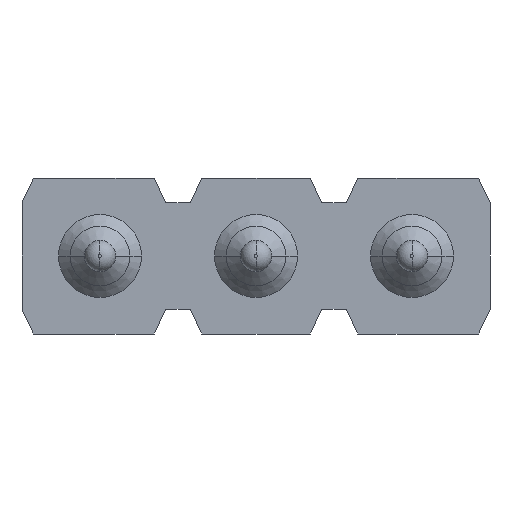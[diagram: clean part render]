
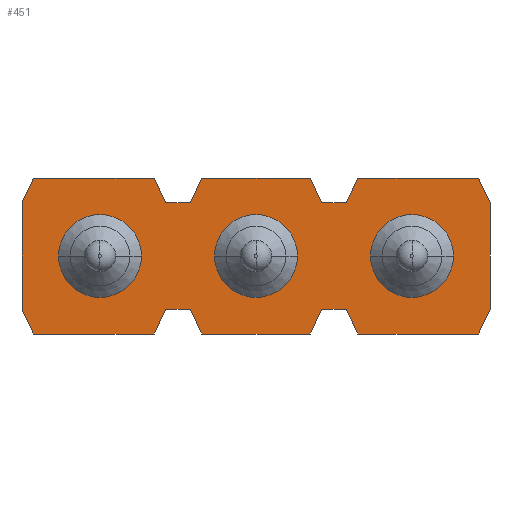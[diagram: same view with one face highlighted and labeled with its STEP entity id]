
A CAD part, front view. The second image highlights one B-rep face of the part: STEP entity #451.
In plain terms, the highlighted planar face has unit normal (0, -1, 0).
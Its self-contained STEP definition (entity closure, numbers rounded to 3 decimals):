
#451=ADVANCED_FACE('',(#905,#906,#907,#908),#909,.F.);
#905=FACE_BOUND('',#1353,.T.);
#906=FACE_BOUND('',#1354,.T.);
#907=FACE_BOUND('',#1355,.T.);
#908=FACE_OUTER_BOUND('',#1356,.T.);
#909=PLANE('',#1357);
#1353=EDGE_LOOP('',(#2528,#2529));
#1354=EDGE_LOOP('',(#2530,#2531));
#1355=EDGE_LOOP('',(#2532,#2533));
#1356=EDGE_LOOP('',(#2534,#2535,#2536,#2537,#2538,#2539,#2540,#2541,#2542,#2543,#2544,#2545,#2546,#2547,#2548,#2549,#2550,#2551,#2552,#2553,#2554,#2555,#2556,#2557));
#1357=AXIS2_PLACEMENT_3D('',#2558,#2559,#2560);
#2528=ORIENTED_EDGE('',*,*,#2868,.T.);
#2529=ORIENTED_EDGE('',*,*,#2659,.T.);
#2530=ORIENTED_EDGE('',*,*,#2886,.T.);
#2531=ORIENTED_EDGE('',*,*,#2626,.T.);
#2532=ORIENTED_EDGE('',*,*,#2904,.T.);
#2533=ORIENTED_EDGE('',*,*,#2593,.T.);
#2534=ORIENTED_EDGE('',*,*,#2992,.F.);
#2535=ORIENTED_EDGE('',*,*,#2925,.F.);
#2536=ORIENTED_EDGE('',*,*,#2957,.T.);
#2537=ORIENTED_EDGE('',*,*,#2929,.T.);
#2538=ORIENTED_EDGE('',*,*,#2934,.T.);
#2539=ORIENTED_EDGE('',*,*,#2938,.T.);
#2540=ORIENTED_EDGE('',*,*,#2942,.T.);
#2541=ORIENTED_EDGE('',*,*,#2946,.T.);
#2542=ORIENTED_EDGE('',*,*,#2950,.T.);
#2543=ORIENTED_EDGE('',*,*,#2953,.T.);
#2544=ORIENTED_EDGE('',*,*,#2995,.F.);
#2545=ORIENTED_EDGE('',*,*,#2997,.F.);
#2546=ORIENTED_EDGE('',*,*,#2980,.F.);
#2547=ORIENTED_EDGE('',*,*,#2984,.T.);
#2548=ORIENTED_EDGE('',*,*,#3015,.T.);
#2549=ORIENTED_EDGE('',*,*,#3017,.T.);
#2550=ORIENTED_EDGE('',*,*,#3000,.T.);
#2551=ORIENTED_EDGE('',*,*,#3004,.T.);
#2552=ORIENTED_EDGE('',*,*,#3007,.T.);
#2553=ORIENTED_EDGE('',*,*,#3010,.T.);
#2554=ORIENTED_EDGE('',*,*,#3012,.T.);
#2555=ORIENTED_EDGE('',*,*,#2977,.F.);
#2556=ORIENTED_EDGE('',*,*,#2987,.F.);
#2557=ORIENTED_EDGE('',*,*,#2990,.F.);
#2558=CARTESIAN_POINT('',(-2.64,0.0,0.0));
#2559=DIRECTION('',(-0.0,1.0,0.));
#2560=DIRECTION('',(1.0,0.0,0.0));
#2593=EDGE_CURVE('',#3068,#3070,#3072,.T.);
#2626=EDGE_CURVE('',#3122,#3124,#3126,.T.);
#2659=EDGE_CURVE('',#3176,#3178,#3180,.T.);
#2868=EDGE_CURVE('',#3178,#3176,#3464,.T.);
#2886=EDGE_CURVE('',#3124,#3122,#3482,.T.);
#2904=EDGE_CURVE('',#3070,#3068,#3500,.T.);
#2925=EDGE_CURVE('',#3523,#3518,#3525,.T.);
#2929=EDGE_CURVE('',#3532,#3530,#3533,.T.);
#2934=EDGE_CURVE('',#3530,#3538,#3540,.T.);
#2938=EDGE_CURVE('',#3538,#3544,#3546,.T.);
#2942=EDGE_CURVE('',#3544,#3550,#3552,.T.);
#2946=EDGE_CURVE('',#3550,#3556,#3558,.T.);
#2950=EDGE_CURVE('',#3556,#3562,#3564,.T.);
#2953=EDGE_CURVE('',#3562,#3566,#3569,.T.);
#2957=EDGE_CURVE('',#3523,#3532,#3573,.T.);
#2977=EDGE_CURVE('',#3607,#3605,#3609,.T.);
#2980=EDGE_CURVE('',#3611,#3613,#3614,.T.);
#2984=EDGE_CURVE('',#3611,#3617,#3619,.T.);
#2987=EDGE_CURVE('',#3621,#3607,#3623,.T.);
#2990=EDGE_CURVE('',#3625,#3621,#3627,.T.);
#2992=EDGE_CURVE('',#3518,#3625,#3629,.T.);
#2995=EDGE_CURVE('',#3631,#3566,#3633,.T.);
#2997=EDGE_CURVE('',#3613,#3631,#3635,.T.);
#3000=EDGE_CURVE('',#3639,#3637,#3640,.T.);
#3004=EDGE_CURVE('',#3637,#3643,#3645,.T.);
#3007=EDGE_CURVE('',#3643,#3647,#3649,.T.);
#3010=EDGE_CURVE('',#3647,#3651,#3653,.T.);
#3012=EDGE_CURVE('',#3651,#3605,#3655,.T.);
#3015=EDGE_CURVE('',#3617,#3657,#3659,.T.);
#3017=EDGE_CURVE('',#3657,#3639,#3661,.T.);
#3068=VERTEX_POINT('',#3722);
#3070=VERTEX_POINT('',#3725);
#3072=CIRCLE('',#3728,0.675);
#3122=VERTEX_POINT('',#3788);
#3124=VERTEX_POINT('',#3791);
#3126=CIRCLE('',#3794,0.675);
#3176=VERTEX_POINT('',#3854);
#3178=VERTEX_POINT('',#3857);
#3180=CIRCLE('',#3860,0.675);
#3464=CIRCLE('',#4210,0.675);
#3482=CIRCLE('',#4228,0.675);
#3500=CIRCLE('',#4246,0.675);
#3518=VERTEX_POINT('',#4264);
#3523=VERTEX_POINT('',#4271);
#3525=LINE('',#4274,#4275);
#3530=VERTEX_POINT('',#4281);
#3532=VERTEX_POINT('',#4284);
#3533=LINE('',#4285,#4286);
#3538=VERTEX_POINT('',#4293);
#3540=LINE('',#4296,#4297);
#3544=VERTEX_POINT('',#4302);
#3546=LINE('',#4305,#4306);
#3550=VERTEX_POINT('',#4311);
#3552=LINE('',#4314,#4315);
#3556=VERTEX_POINT('',#4320);
#3558=LINE('',#4323,#4324);
#3562=VERTEX_POINT('',#4329);
#3564=LINE('',#4332,#4333);
#3566=VERTEX_POINT('',#4335);
#3569=LINE('',#4339,#4340);
#3573=LINE('',#4346,#4347);
#3605=VERTEX_POINT('',#4394);
#3607=VERTEX_POINT('',#4397);
#3609=LINE('',#4400,#4401);
#3611=VERTEX_POINT('',#4403);
#3613=VERTEX_POINT('',#4406);
#3614=LINE('',#4407,#4408);
#3617=VERTEX_POINT('',#4412);
#3619=LINE('',#4415,#4416);
#3621=VERTEX_POINT('',#4418);
#3623=LINE('',#4421,#4422);
#3625=VERTEX_POINT('',#4424);
#3627=LINE('',#4427,#4428);
#3629=LINE('',#4430,#4431);
#3631=VERTEX_POINT('',#4433);
#3633=LINE('',#4436,#4437);
#3635=LINE('',#4439,#4440);
#3637=VERTEX_POINT('',#4442);
#3639=VERTEX_POINT('',#4445);
#3640=LINE('',#4446,#4447);
#3643=VERTEX_POINT('',#4451);
#3645=LINE('',#4454,#4455);
#3647=VERTEX_POINT('',#4457);
#3649=LINE('',#4460,#4461);
#3651=VERTEX_POINT('',#4463);
#3653=LINE('',#4466,#4467);
#3655=LINE('',#4469,#4470);
#3657=VERTEX_POINT('',#4472);
#3659=LINE('',#4475,#4476);
#3661=LINE('',#4478,#4479);
#3722=CARTESIAN_POINT('',(-1.865,0.,0.));
#3725=CARTESIAN_POINT('',(-3.215,0.,0.));
#3728=AXIS2_PLACEMENT_3D('',#4532,#4533,#4534);
#3788=CARTESIAN_POINT('',(0.675,0.,0.));
#3791=CARTESIAN_POINT('',(-0.675,0.,0.));
#3794=AXIS2_PLACEMENT_3D('',#4586,#4587,#4588);
#3854=CARTESIAN_POINT('',(3.215,0.,0.));
#3857=CARTESIAN_POINT('',(1.865,0.,0.));
#3860=AXIS2_PLACEMENT_3D('',#4640,#4641,#4642);
#4210=AXIS2_PLACEMENT_3D('',#4925,#4926,#4927);
#4228=AXIS2_PLACEMENT_3D('',#4952,#4953,#4954);
#4246=AXIS2_PLACEMENT_3D('',#4979,#4980,#4981);
#4264=CARTESIAN_POINT('',(1.07,0.,-0.87));
#4271=CARTESIAN_POINT('',(1.47,0.,-0.87));
#4274=CARTESIAN_POINT('',(1.47,0.,-0.87));
#4275=VECTOR('',#5009,1.0);
#4281=CARTESIAN_POINT('',(3.623,0.,-1.27));
#4284=CARTESIAN_POINT('',(1.657,0.,-1.27));
#4285=CARTESIAN_POINT('',(1.657,0.,-1.27));
#4286=VECTOR('',#5012,1.0);
#4293=CARTESIAN_POINT('',(3.81,0.,-0.87));
#4296=CARTESIAN_POINT('',(3.623,0.,-1.27));
#4297=VECTOR('',#5016,1.0);
#4302=CARTESIAN_POINT('',(3.81,0.,0.87));
#4305=CARTESIAN_POINT('',(3.81,0.,-0.87));
#4306=VECTOR('',#5019,1.0);
#4311=CARTESIAN_POINT('',(3.623,0.,1.27));
#4314=CARTESIAN_POINT('',(3.81,0.,0.87));
#4315=VECTOR('',#5022,1.);
#4320=CARTESIAN_POINT('',(1.657,0.,1.27));
#4323=CARTESIAN_POINT('',(3.623,0.,1.27));
#4324=VECTOR('',#5025,1.0);
#4329=CARTESIAN_POINT('',(1.47,0.,0.87));
#4332=CARTESIAN_POINT('',(1.657,0.,1.27));
#4333=VECTOR('',#5028,1.);
#4335=CARTESIAN_POINT('',(1.07,0.,0.87));
#4339=CARTESIAN_POINT('',(1.47,0.,0.87));
#4340=VECTOR('',#5030,1.0);
#4346=CARTESIAN_POINT('',(1.47,0.,-0.87));
#4347=VECTOR('',#5033,1.0);
#4394=CARTESIAN_POINT('',(-1.47,0.,-0.87));
#4397=CARTESIAN_POINT('',(-1.07,0.,-0.87));
#4400=CARTESIAN_POINT('',(-1.07,0.,-0.87));
#4401=VECTOR('',#5051,1.0);
#4403=CARTESIAN_POINT('',(-1.07,0.,0.87));
#4406=CARTESIAN_POINT('',(-0.883,0.,1.27));
#4407=CARTESIAN_POINT('',(-1.07,0.,0.87));
#4408=VECTOR('',#5053,1.0);
#4412=CARTESIAN_POINT('',(-1.47,0.,0.87));
#4415=CARTESIAN_POINT('',(-1.07,0.,0.87));
#4416=VECTOR('',#5056,1.0);
#4418=CARTESIAN_POINT('',(-0.883,0.,-1.27));
#4421=CARTESIAN_POINT('',(-0.883,0.,-1.27));
#4422=VECTOR('',#5058,1.0);
#4424=CARTESIAN_POINT('',(0.883,0.,-1.27));
#4427=CARTESIAN_POINT('',(0.883,0.,-1.27));
#4428=VECTOR('',#5060,1.0);
#4430=CARTESIAN_POINT('',(1.07,0.,-0.87));
#4431=VECTOR('',#5061,1.0);
#4433=CARTESIAN_POINT('',(0.883,0.,1.27));
#4436=CARTESIAN_POINT('',(0.883,0.,1.27));
#4437=VECTOR('',#5063,1.0);
#4439=CARTESIAN_POINT('',(-0.883,0.,1.27));
#4440=VECTOR('',#5064,1.0);
#4442=CARTESIAN_POINT('',(-3.81,0.,0.87));
#4445=CARTESIAN_POINT('',(-3.623,0.,1.27));
#4446=CARTESIAN_POINT('',(-3.623,0.,1.27));
#4447=VECTOR('',#5066,1.0);
#4451=CARTESIAN_POINT('',(-3.81,0.,-0.87));
#4454=CARTESIAN_POINT('',(-3.81,0.,0.87));
#4455=VECTOR('',#5069,1.0);
#4457=CARTESIAN_POINT('',(-3.623,0.,-1.27));
#4460=CARTESIAN_POINT('',(-3.81,0.,-0.87));
#4461=VECTOR('',#5071,1.0);
#4463=CARTESIAN_POINT('',(-1.657,0.,-1.27));
#4466=CARTESIAN_POINT('',(-3.623,0.,-1.27));
#4467=VECTOR('',#5073,1.0);
#4469=CARTESIAN_POINT('',(-1.657,0.,-1.27));
#4470=VECTOR('',#5074,1.0);
#4472=CARTESIAN_POINT('',(-1.657,0.,1.27));
#4475=CARTESIAN_POINT('',(-1.47,0.,0.87));
#4476=VECTOR('',#5076,1.0);
#4478=CARTESIAN_POINT('',(-1.657,0.,1.27));
#4479=VECTOR('',#5077,1.0);
#4532=CARTESIAN_POINT('',(-2.54,0.0,0.0));
#4533=DIRECTION('',(-0.0,1.0,0.));
#4534=DIRECTION('',(1.0,0.0,0.0));
#4586=CARTESIAN_POINT('',(0.0,0.0,0.0));
#4587=DIRECTION('',(-0.0,1.0,0.));
#4588=DIRECTION('',(1.0,0.0,0.0));
#4640=CARTESIAN_POINT('',(2.54,0.0,0.0));
#4641=DIRECTION('',(-0.0,1.0,0.));
#4642=DIRECTION('',(1.0,0.0,0.0));
#4925=CARTESIAN_POINT('',(2.54,0.0,0.0));
#4926=DIRECTION('',(-0.0,1.0,0.));
#4927=DIRECTION('',(1.0,0.0,0.0));
#4952=CARTESIAN_POINT('',(0.0,0.0,0.0));
#4953=DIRECTION('',(-0.0,1.0,0.));
#4954=DIRECTION('',(1.0,0.0,0.0));
#4979=CARTESIAN_POINT('',(-2.54,0.0,0.0));
#4980=DIRECTION('',(-0.0,1.0,0.));
#4981=DIRECTION('',(1.0,0.0,0.0));
#5009=DIRECTION('',(-1.0,0.,0.));
#5012=DIRECTION('',(1.0,0.0,0.0));
#5016=DIRECTION('',(0.423,0.,0.906));
#5019=DIRECTION('',(0.0,0.,1.0));
#5022=DIRECTION('',(-0.423,0.,0.906));
#5025=DIRECTION('',(-1.0,0.0,0.0));
#5028=DIRECTION('',(-0.423,0.,-0.906));
#5030=DIRECTION('',(-1.0,0.0,0.0));
#5033=DIRECTION('',(0.423,0.,-0.906));
#5051=DIRECTION('',(-1.0,0.0,0.0));
#5053=DIRECTION('',(0.423,0.,0.906));
#5056=DIRECTION('',(-1.0,0.0,0.0));
#5058=DIRECTION('',(-0.423,0.,0.906));
#5060=DIRECTION('',(-1.0,0.0,0.0));
#5061=DIRECTION('',(-0.423,0.,-0.906));
#5063=DIRECTION('',(0.423,0.,-0.906));
#5064=DIRECTION('',(1.0,0.0,0.0));
#5066=DIRECTION('',(-0.423,0.,-0.906));
#5069=DIRECTION('',(0.0,0.,-1.0));
#5071=DIRECTION('',(0.423,0.,-0.906));
#5073=DIRECTION('',(1.0,0.0,0.0));
#5074=DIRECTION('',(0.423,0.,0.906));
#5076=DIRECTION('',(-0.423,0.,0.906));
#5077=DIRECTION('',(-1.0,0.0,0.0));
